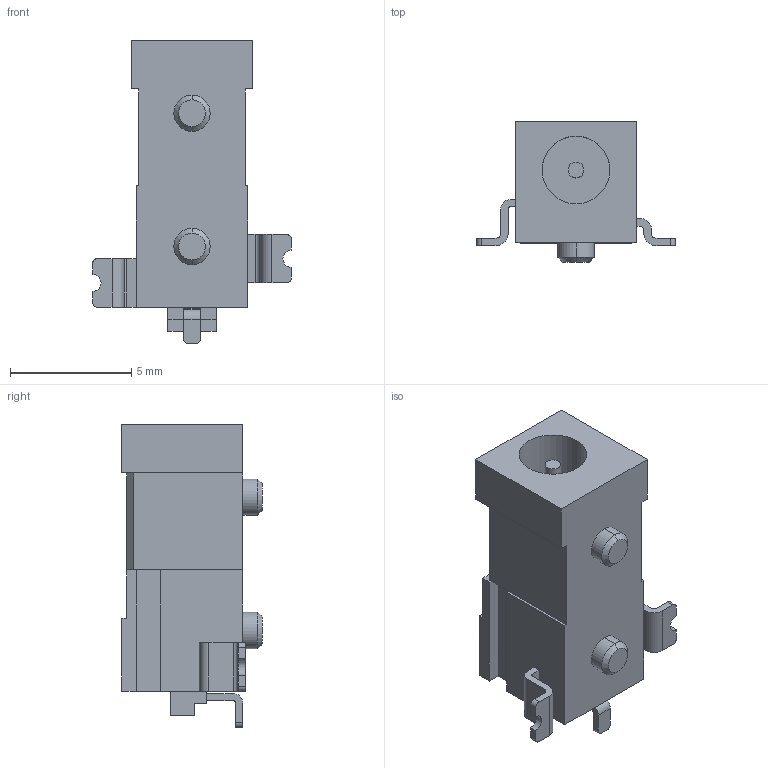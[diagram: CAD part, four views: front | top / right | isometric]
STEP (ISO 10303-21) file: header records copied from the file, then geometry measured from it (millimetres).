
FILE_DESCRIPTION (( 'STEP AP214' ), '1' );
FILE_NAME ('CUI_DEVICES_PJ1-022-SMT-TR.step', '2019-10-20T23:33:42', ( '' ), ( '' ), 'SwSTEP 2.0', 'SolidWorks 2019', '' );
FILE_SCHEMA (( 'AUTOMOTIVE_DESIGN' ));
Length unit declared in the file: inch
Products named in the file (1): CUI_DEVICES_PJ1-022-SMT-TR
Bounding box: 8.2 x 5.8 x 12.5 mm (x, y, z)
Volume: 221.2 mm3; surface area: 370.7 mm2
Topology: 3 solids, 3 shells, 113 faces, 294 edges, 192 vertices
Faces by surface type: plane 81, cylinder 28, cone 4
Entity records: 4885 total; most frequent: CARTESIAN_POINT 600, ORIENTED_EDGE 588, DIRECTION 582, EDGE_CURVE 294, LINE 234, VECTOR 234, VERTEX_POINT 192, AXIS2_PLACEMENT_3D 174
